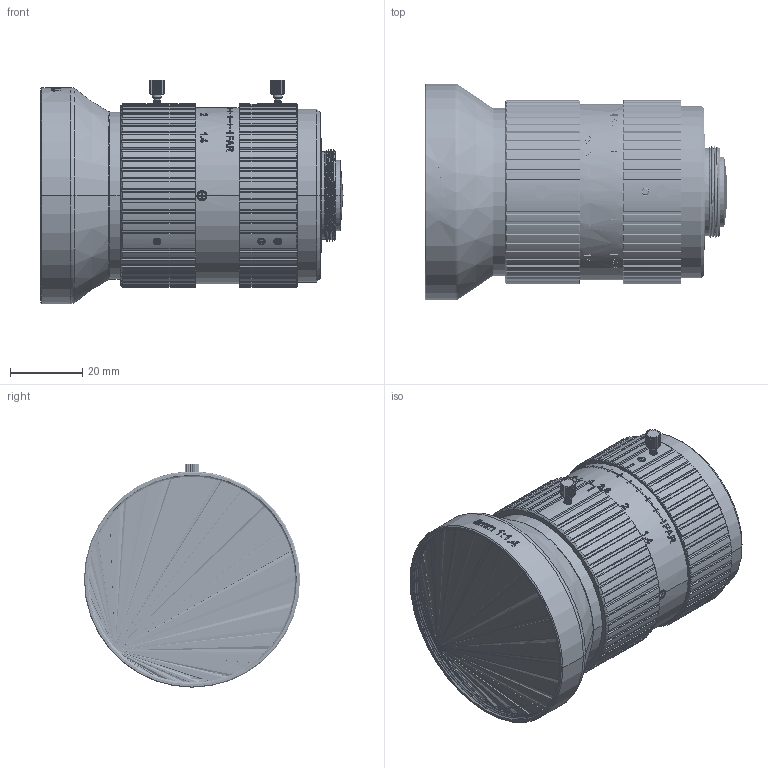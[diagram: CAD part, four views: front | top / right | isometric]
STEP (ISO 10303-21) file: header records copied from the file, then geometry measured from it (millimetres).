
FILE_DESCRIPTION(('FreeCAD Model'),'2;1');
FILE_NAME('Open CASCADE Shape Model','2025-01-21T10:08:35',('Author'),( ''),'Open CASCADE STEP processor 7.8','FreeCAD','Unknown');
FILE_SCHEMA(('AUTOMOTIVE_DESIGN { 1 0 10303 214 1 1 1 1 }'));
Length unit declared in the file: millimetre
Products named in the file (12): VA-LCM-10MP-08MM-F1.4-110; Open CASCADE STEP translator 7.8 8.1; 001; 002; 003; 004; 005; 006; 007; 008; 009; 010
Assembly tree (11 placements, depth 2):
  VA-LCM-10MP-08MM-F1.4-110
    Open CASCADE STEP translator 7.8 8.1
    001
    002
    003
    004
    005
    006
    007
    008
    009
    010
Bounding box: 83.99 x 60 x 62 mm (x, y, z)
Volume: 88636.5 mm3; surface area: 66422.8 mm2
Topology: 11 solids, 51 shells, 3025 faces, 8094 edges, 5202 vertices
Faces by surface type: plane 998, cylinder 833, cone 596, bspline 534, sphere 34, torus 26, extrusion 4
Entity records: 144654 total; most frequent: CARTESIAN_POINT 72799, ORIENTED_EDGE 16032, DIRECTION 13268, EDGE_CURVE 8016, VERTEX_POINT 5202, AXIS2_PLACEMENT_3D 4927, VECTOR 3414, LINE 3410
